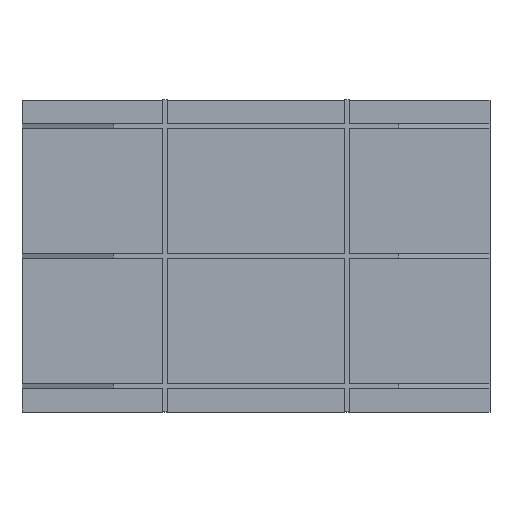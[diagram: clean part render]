
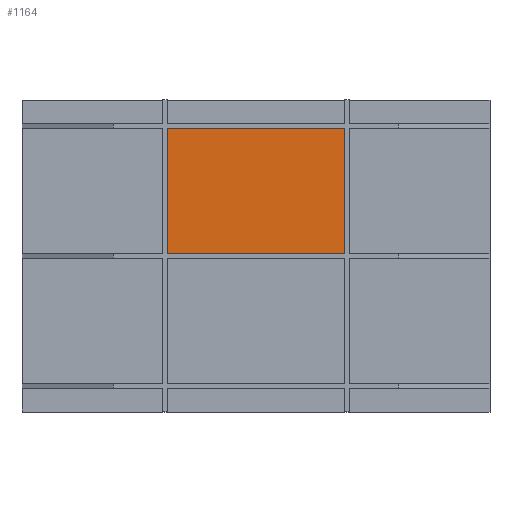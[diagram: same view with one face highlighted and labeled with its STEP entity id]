
A CAD part, top view. The second image highlights one B-rep face of the part: STEP entity #1164.
In plain terms, the highlighted planar face has unit normal (0, 0, 1).
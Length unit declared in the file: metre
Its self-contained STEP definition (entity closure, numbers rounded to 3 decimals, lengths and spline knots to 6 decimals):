
#328=ORIENTED_EDGE('',*,*,#424,.F.);
#329=ORIENTED_EDGE('',*,*,#487,.T.);
#330=ORIENTED_EDGE('',*,*,#431,.T.);
#331=ORIENTED_EDGE('',*,*,#428,.F.);
#424=EDGE_CURVE('',#570,#571,#694,.T.);
#428=EDGE_CURVE('',#571,#574,#698,.T.);
#431=EDGE_CURVE('',#576,#574,#701,.T.);
#487=EDGE_CURVE('',#570,#576,#757,.T.);
#570=VERTEX_POINT('',#1698);
#571=VERTEX_POINT('',#1699);
#574=VERTEX_POINT('',#1707);
#576=VERTEX_POINT('',#1713);
#694=LINE('',#1697,#856);
#698=LINE('',#1706,#860);
#701=LINE('',#1712,#863);
#757=LINE('',#1824,#919);
#856=VECTOR('',#1365,1.);
#860=VECTOR('',#1371,1.);
#863=VECTOR('',#1376,1.);
#919=VECTOR('',#1484,1.);
#988=EDGE_LOOP('',(#328,#329,#330,#331));
#1048=FACE_BOUND('',#988,.T.);
#1106=PLANE('',#1235);
#1164=ADVANCED_FACE('',(#1048),#1106,.F.);
#1235=AXIS2_PLACEMENT_3D('',#1844,#1513,#1514);
#1365=DIRECTION('',(0.,1.,0.));
#1371=DIRECTION('',(1.,0.,0.));
#1376=DIRECTION('',(0.,1.,0.));
#1484=DIRECTION('',(1.,0.,0.));
#1513=DIRECTION('',(0.,0.,-1.));
#1514=DIRECTION('',(1.,0.,0.));
#1697=CARTESIAN_POINT('',(-0.173038,0.127,0.));
#1698=CARTESIAN_POINT('',(-0.173038,0.004763,0.));
#1699=CARTESIAN_POINT('',(-0.173038,0.249238,0.));
#1706=CARTESIAN_POINT('',(0.,0.249238,0.));
#1707=CARTESIAN_POINT('',(0.173038,0.249238,0.));
#1712=CARTESIAN_POINT('',(0.173038,0.127,0.));
#1713=CARTESIAN_POINT('',(0.173038,0.004763,0.));
#1824=CARTESIAN_POINT('',(0.,0.004763,0.));
#1844=CARTESIAN_POINT('',(0.,0.,0.));
